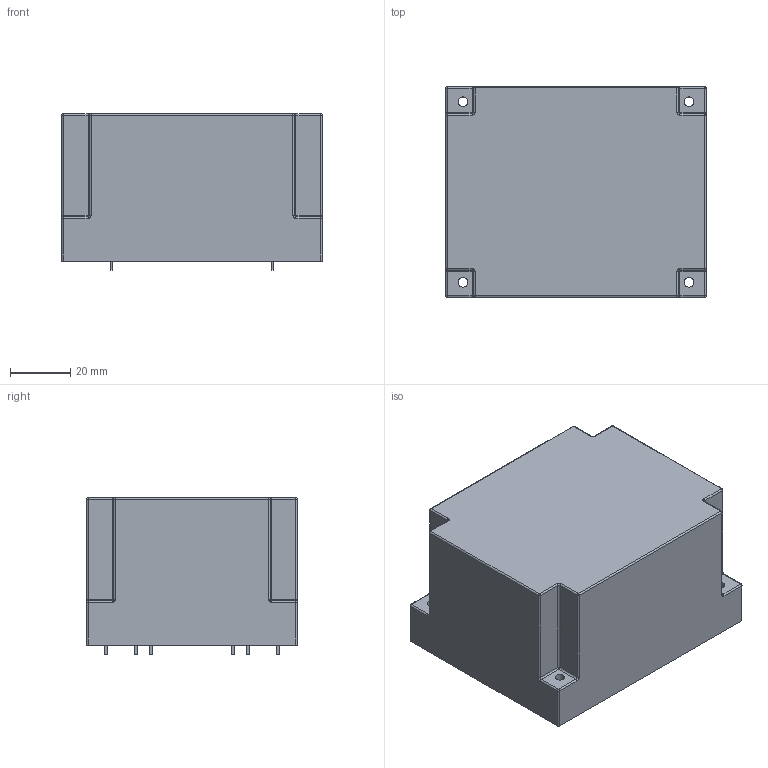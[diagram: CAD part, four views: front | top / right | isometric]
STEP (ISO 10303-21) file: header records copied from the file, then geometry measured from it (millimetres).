
FILE_DESCRIPTION((''),'2;1');
FILE_NAME('XFMR_BLOCK_FL52.stp','2012-06-19T16:18:22',(''),(''),'Mechanical Desktop 2011','Mechanical Desktop 2011',', , ');
FILE_SCHEMA(('AUTOMOTIVE_DESIGN { 1 2 10303 214 1 1 1 1 }'));
Length unit declared in the file: millimetre
Products named in the file (1): Product
Bounding box: 86.5 x 70 x 52.1 mm (x, y, z)
Volume: 284785.5 mm3; surface area: 27857.5 mm2
Topology: 9 solids, 9 shells, 150 faces, 336 edges, 196 vertices
Faces by surface type: cylinder 52, plane 48, bspline 23, sphere 15, torus 12
Entity records: 4284 total; most frequent: CARTESIAN_POINT 913, DIRECTION 716, ORIENTED_EDGE 656, EDGE_CURVE 328, AXIS2_PLACEMENT_3D 260, VERTEX_POINT 196, VECTOR 196, LINE 196
